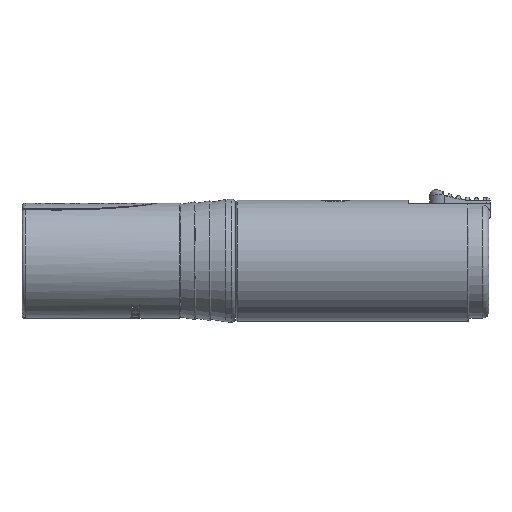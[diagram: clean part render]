
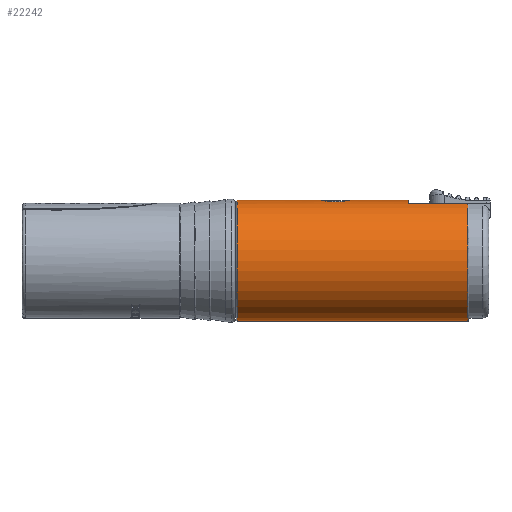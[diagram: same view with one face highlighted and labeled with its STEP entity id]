
A CAD part, top view. The second image highlights one B-rep face of the part: STEP entity #22242.
In plain terms, the highlighted cylindrical face has radius 10 mm (diameter 20 mm), a partial arc.
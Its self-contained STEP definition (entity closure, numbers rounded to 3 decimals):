
#7429=DIRECTION('',(-1.,0.,0.));
#7430=VECTOR('',#7429,9.8);
#7431=CARTESIAN_POINT('',(59.15,9.4,3.412));
#7432=LINE('',#7431,#7430);
#7547=CARTESIAN_POINT('',(37.25,9.682,2.5));
#7548=CARTESIAN_POINT('',(37.063,9.682,2.5));
#7549=CARTESIAN_POINT('',(36.698,9.693,2.46));
#7550=CARTESIAN_POINT('',(36.157,9.74,2.272));
#7551=CARTESIAN_POINT('',(35.683,9.805,1.975));
#7552=CARTESIAN_POINT('',(35.276,9.88,1.568));
#7553=CARTESIAN_POINT('',(34.978,9.945,1.093));
#7554=CARTESIAN_POINT('',(34.79,9.99,0.552));
#7555=CARTESIAN_POINT('',(34.75,10.,0.187));
#7556=CARTESIAN_POINT('',(34.75,10.,0.));
#7558=CARTESIAN_POINT('',(39.75,10.,0.));
#7559=CARTESIAN_POINT('',(39.75,10.,0.187));
#7560=CARTESIAN_POINT('',(39.71,9.99,0.552));
#7561=CARTESIAN_POINT('',(39.522,9.945,1.093));
#7562=CARTESIAN_POINT('',(39.224,9.88,1.568));
#7563=CARTESIAN_POINT('',(38.817,9.805,1.975));
#7564=CARTESIAN_POINT('',(38.343,9.74,2.272));
#7565=CARTESIAN_POINT('',(37.802,9.693,2.46));
#7566=CARTESIAN_POINT('',(37.437,9.682,2.5));
#7567=CARTESIAN_POINT('',(37.25,9.682,2.5));
#7569=DIRECTION('',(1.,0.,0.));
#7570=VECTOR('',#7569,9.6);
#7571=CARTESIAN_POINT('',(39.75,10.,0.));
#7572=LINE('',#7571,#7570);
#7573=DIRECTION('',(1.,0.,0.));
#7574=VECTOR('',#7573,38.1);
#7575=CARTESIAN_POINT('',(21.05,-10.,0.));
#7576=LINE('',#7575,#7574);
#7577=CARTESIAN_POINT('',(21.05,0.,0.));
#7578=DIRECTION('',(1.,0.,0.));
#7579=DIRECTION('',(0.,1.,0.));
#7580=AXIS2_PLACEMENT_3D('',#7577,#7578,#7579);
#7582=DIRECTION('',(1.,0.,0.));
#7583=VECTOR('',#7582,13.7);
#7584=CARTESIAN_POINT('',(21.05,10.,0.));
#7585=LINE('',#7584,#7583);
#8123=CARTESIAN_POINT('',(49.35,0.,0.));
#8124=DIRECTION('',(-1.,0.,0.));
#8125=DIRECTION('',(0.,0.94,0.341));
#8126=AXIS2_PLACEMENT_3D('',#8123,#8124,#8125);
#8141=CARTESIAN_POINT('',(59.15,9.4,3.412));
#8168=CARTESIAN_POINT('',(59.15,0.,0.));
#8169=DIRECTION('',(1.,0.,0.));
#8170=DIRECTION('',(0.,0.94,0.341));
#8171=AXIS2_PLACEMENT_3D('',#8168,#8169,#8170);
#11595=CARTESIAN_POINT('',(21.05,10.,0.));
#11597=VERTEX_POINT('',#11595);
#11599=CARTESIAN_POINT('',(21.05,-10.,0.));
#11601=VERTEX_POINT('',#11599);
#11602=CARTESIAN_POINT('',(59.15,-10.,0.));
#11603=VERTEX_POINT('',#11602);
#11604=CARTESIAN_POINT('',(49.35,10.,0.));
#11606=VERTEX_POINT('',#11604);
#11611=VERTEX_POINT('',#8141);
#11617=CARTESIAN_POINT('',(49.35,9.4,3.412));
#11618=VERTEX_POINT('',#11617);
#11627=VERTEX_POINT('',#7547);
#11628=VERTEX_POINT('',#7556);
#11631=VERTEX_POINT('',#7558);
#22222=CARTESIAN_POINT('',(61.775,0.,0.));
#22223=DIRECTION('',(-1.,0.,0.));
#22224=DIRECTION('',(0.,-1.,0.));
#22225=AXIS2_PLACEMENT_3D('',#22222,#22223,#22224);
#22226=CYLINDRICAL_SURFACE('',#22225,10.);
#22228=ORIENTED_EDGE('',*,*,#22227,.F.);
#22229=ORIENTED_EDGE('',*,*,#22211,.F.);
#22230=ORIENTED_EDGE('',*,*,#22168,.T.);
#22232=ORIENTED_EDGE('',*,*,#22231,.F.);
#22233=ORIENTED_EDGE('',*,*,#22140,.F.);
#22235=ORIENTED_EDGE('',*,*,#22234,.T.);
#22236=ORIENTED_EDGE('',*,*,#22161,.F.);
#22238=ORIENTED_EDGE('',*,*,#22237,.F.);
#22239=ORIENTED_EDGE('',*,*,#22157,.T.);
#22240=EDGE_LOOP('',(#22228,#22229,#22230,#22232,#22233,#22235,#22236,#22238,
#22239));
#22241=FACE_OUTER_BOUND('',#22240,.F.);
#22242=ADVANCED_FACE('',(#22241),#22226,.T.);
#7557=B_SPLINE_CURVE_WITH_KNOTS('',3,(#7547,#7548,#7549,#7550,#7551,#7552,#7553,
#7554,#7555,#7556),.UNSPECIFIED.,.F.,.F.,(4,1,1,1,1,1,1,4),(0.,
0.143,0.286,0.429,0.571,
0.714,0.857,1.),.UNSPECIFIED.);
#7568=B_SPLINE_CURVE_WITH_KNOTS('',3,(#7558,#7559,#7560,#7561,#7562,#7563,#7564,
#7565,#7566,#7567),.UNSPECIFIED.,.F.,.F.,(4,1,1,1,1,1,1,4),(0.,
0.143,0.286,0.429,0.571,
0.714,0.857,1.),.UNSPECIFIED.);
#7581=CIRCLE('',#7580,10.);
#8127=CIRCLE('',#8126,10.);
#8172=CIRCLE('',#8171,10.);
#22140=EDGE_CURVE('',#11611,#11618,#7432,.T.);
#22157=EDGE_CURVE('',#11597,#11628,#7585,.T.);
#22161=EDGE_CURVE('',#11601,#11603,#7576,.T.);
#22168=EDGE_CURVE('',#11631,#11606,#7572,.T.);
#22211=EDGE_CURVE('',#11631,#11627,#7568,.T.);
#22227=EDGE_CURVE('',#11627,#11628,#7557,.T.);
#22231=EDGE_CURVE('',#11618,#11606,#8127,.T.);
#22234=EDGE_CURVE('',#11611,#11603,#8172,.T.);
#22237=EDGE_CURVE('',#11597,#11601,#7581,.T.);
